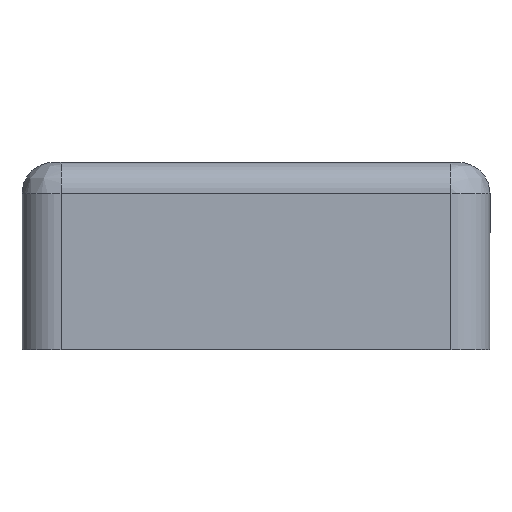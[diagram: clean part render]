
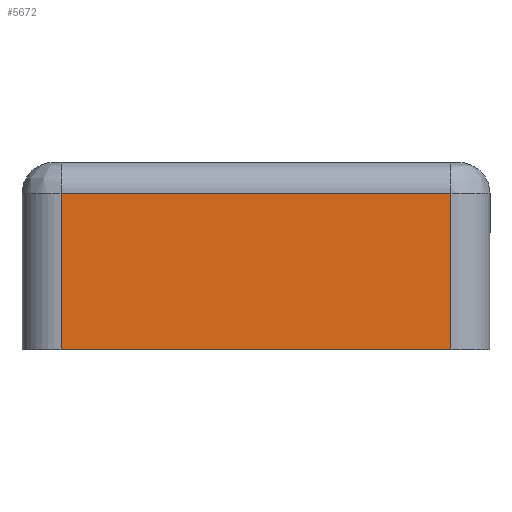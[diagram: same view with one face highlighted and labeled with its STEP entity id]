
A CAD part, left-side view. The second image highlights one B-rep face of the part: STEP entity #5672.
In plain terms, the highlighted planar face has unit normal (-1, 0, 0).
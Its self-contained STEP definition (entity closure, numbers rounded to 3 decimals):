
#9 = LINE ( 'NONE', #1139, #6991 ) ;
#305 = ORIENTED_EDGE ( 'NONE', *, *, #2389, .F. ) ;
#414 = PLANE ( 'NONE',  #1011 ) ;
#420 = EDGE_CURVE ( 'NONE', #1274, #4037, #9, .T. ) ;
#465 = CARTESIAN_POINT ( 'NONE',  ( -30., 12.5, 10. ) ) ;
#703 = VECTOR ( 'NONE', #4612, 1000. ) ;
#905 = EDGE_CURVE ( 'NONE', #3622, #1274, #2402, .T. ) ;
#953 = FACE_OUTER_BOUND ( 'NONE', #3666, .T. ) ;
#1011 = AXIS2_PLACEMENT_3D ( 'NONE', #2584, #6519, #1579 ) ;
#1023 = ORIENTED_EDGE ( 'NONE', *, *, #420, .F. ) ;
#1071 = CARTESIAN_POINT ( 'NONE',  ( -30., -12.5, 10. ) ) ;
#1139 = CARTESIAN_POINT ( 'NONE',  ( -30., -15., 0. ) ) ;
#1274 = VERTEX_POINT ( 'NONE', #3632 ) ;
#1579 = DIRECTION ( 'NONE',  ( 0., 0., -1. ) ) ;
#1696 = DIRECTION ( 'NONE',  ( 0., 0., 1. ) ) ;
#1746 = CARTESIAN_POINT ( 'NONE',  ( -30., -12.5, 12. ) ) ;
#1767 = CARTESIAN_POINT ( 'NONE',  ( -30., 12.5, 12. ) ) ;
#1872 = VECTOR ( 'NONE', #3587, 1000. ) ;
#2389 = EDGE_CURVE ( 'NONE', #4037, #5171, #5091, .T. ) ;
#2402 = LINE ( 'NONE', #1746, #703 ) ;
#2584 = CARTESIAN_POINT ( 'NONE',  ( -30., 15., 12. ) ) ;
#2588 = EDGE_CURVE ( 'NONE', #5171, #3622, #4655, .T. ) ;
#3587 = DIRECTION ( 'NONE',  ( 0., -1., 0. ) ) ;
#3622 = VERTEX_POINT ( 'NONE', #1071 ) ;
#3632 = CARTESIAN_POINT ( 'NONE',  ( -30., -12.5, 0. ) ) ;
#3666 = EDGE_LOOP ( 'NONE', ( #1023, #6456, #4648, #305 ) ) ;
#3826 = DIRECTION ( 'NONE',  ( 0., 1., 0. ) ) ;
#4037 = VERTEX_POINT ( 'NONE', #5828 ) ;
#4447 = VECTOR ( 'NONE', #1696, 1000. ) ;
#4612 = DIRECTION ( 'NONE',  ( 0., 0., -1. ) ) ;
#4648 = ORIENTED_EDGE ( 'NONE', *, *, #2588, .F. ) ;
#4655 = LINE ( 'NONE', #6876, #1872 ) ;
#5091 = LINE ( 'NONE', #1767, #4447 ) ;
#5171 = VERTEX_POINT ( 'NONE', #465 ) ;
#5672 = ADVANCED_FACE ( 'NONE', ( #953 ), #414, .F. ) ;
#5828 = CARTESIAN_POINT ( 'NONE',  ( -30., 12.5, 0. ) ) ;
#6456 = ORIENTED_EDGE ( 'NONE', *, *, #905, .F. ) ;
#6519 = DIRECTION ( 'NONE',  ( 1., 0., 0. ) ) ;
#6876 = CARTESIAN_POINT ( 'NONE',  ( -30., 15., 10. ) ) ;
#6991 = VECTOR ( 'NONE', #3826, 1000. ) ;
